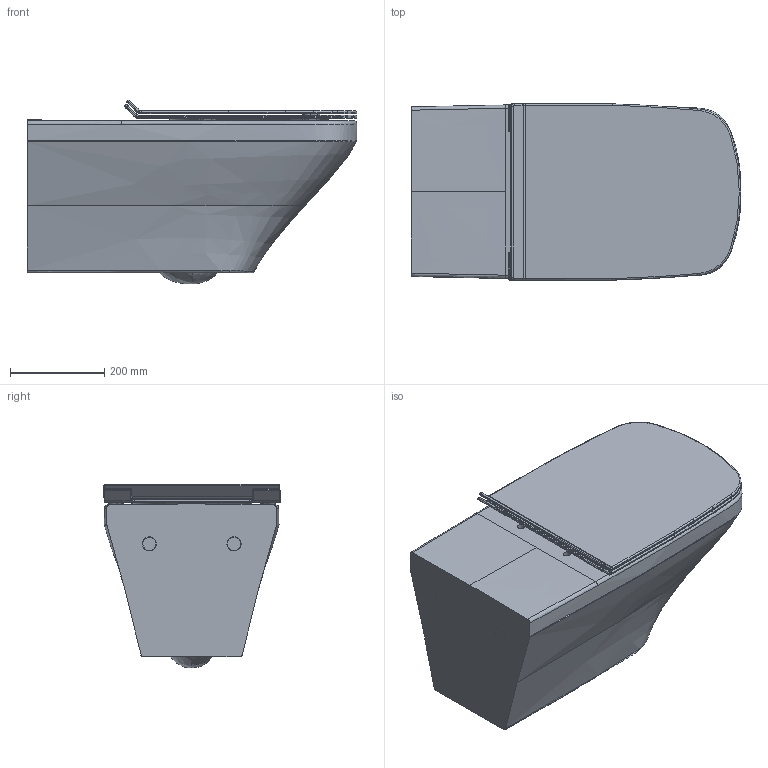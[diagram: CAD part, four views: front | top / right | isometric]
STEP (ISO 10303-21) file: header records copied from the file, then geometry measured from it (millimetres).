
FILE_DESCRIPTION((''),'2;1');
FILE_NAME('255909.stp','2014-10-28T11:17:02',('Administrator'),(''),'Autodesk Inventor 2011','Autodesk Inventor 2011','');
FILE_SCHEMA(('CONFIG_CONTROL_DESIGN'));
Length unit declared in the file: millimetre
Products named in the file (8): 255909; DURAFix Befestigung; DURAVIX Befestigung; DuraStyle WC-Sitz lang; Deckel lang; Sitz lang; Gummipuffer
Assembly tree (12 placements, depth 3):
  255909
    255909
    DURAFix Befestigung
      DURAVIX Befestigung
    DuraStyle WC-Sitz lang
      Deckel lang
      Sitz lang
      Gummipuffer  x6
Bounding box: 700 x 374.55 x 390.61 mm (x, y, z)
Volume: 43060331.4 mm3; surface area: 1807624.5 mm2
Topology: 15 solids, 15 shells, 734 faces, 1645 edges, 948 vertices
Faces by surface type: bspline 391, cylinder 145, plane 83, torus 75, sphere 30, cone 10
Full cylindrical faces by diameter (mm): 6 x4, 10 x2, 12 x2, 15 x2, 17 x4, 19 x6, 20 x2
Entity records: 94623 total; most frequent: CARTESIAN_POINT 81217, ORIENTED_EDGE 3048, DIRECTION 2072, EDGE_CURVE 1524, AXIS2_PLACEMENT_3D 918, VERTEX_POINT 897, EDGE_LOOP 767, FACE_OUTER_BOUND 704
